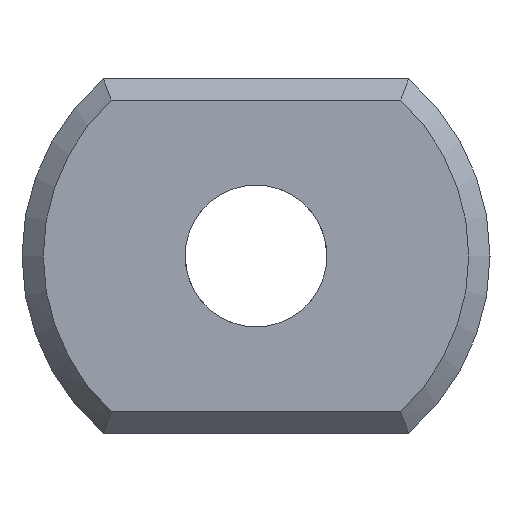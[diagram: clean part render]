
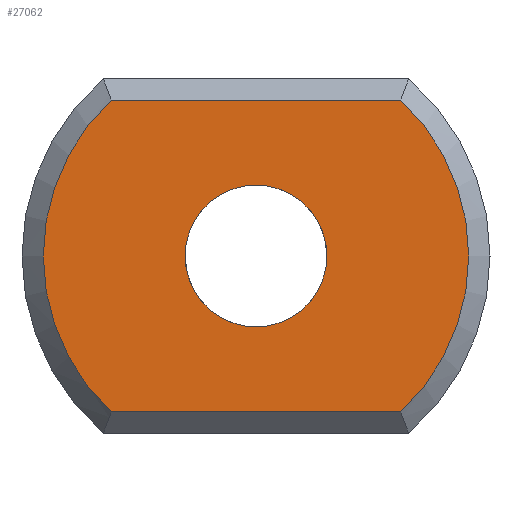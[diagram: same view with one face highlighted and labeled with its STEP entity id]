
A CAD part, left-side view. The second image highlights one B-rep face of the part: STEP entity #27062.
In plain terms, the highlighted planar face has unit normal (-1, 0, 0).
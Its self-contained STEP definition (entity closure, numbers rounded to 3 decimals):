
#128 = CONICAL_SURFACE('',#129,3.3,0.785);
#129 = AXIS2_PLACEMENT_3D('',#130,#131,#132);
#130 = CARTESIAN_POINT('',(0.3,0.,0.));
#131 = DIRECTION('',(1.,0.,0.));
#132 = DIRECTION('',(0.,-0.653,0.758)
  );
#214 = PLANE('',#215);
#215 = AXIS2_PLACEMENT_3D('',#216,#217,#218);
#216 = CARTESIAN_POINT('',(0.15,-2.154,2.35));
#217 = DIRECTION('',(0.707,0.,-0.707)
  );
#218 = DIRECTION('',(0.,-1.,0.));
#9907 = VERTEX_POINT('',#9908);
#9908 = CARTESIAN_POINT('',(0.,-2.04,2.2));
#9935 = VERTEX_POINT('',#9936);
#9936 = CARTESIAN_POINT('',(0.,-2.04,-2.2));
#9954 = PLANE('',#9955);
#9955 = AXIS2_PLACEMENT_3D('',#9956,#9957,#9958);
#9956 = CARTESIAN_POINT('',(0.15,-2.154,-2.35));
#9957 = DIRECTION('',(-0.707,0.,-0.707
    ));
#9958 = DIRECTION('',(0.,-1.,0.));
#9966 = EDGE_CURVE('',#9907,#9935,#9967,.T.);
#9967 = SURFACE_CURVE('',#9968,(#9973,#9980),.PCURVE_S1.);
#9968 = CIRCLE('',#9969,3.);
#9969 = AXIS2_PLACEMENT_3D('',#9970,#9971,#9972);
#9970 = CARTESIAN_POINT('',(0.,0.,
    0.));
#9971 = DIRECTION('',(1.,0.,0.));
#9972 = DIRECTION('',(0.,-0.653,0.758)
  );
#9973 = PCURVE('',#128,#9974);
#9974 = DEFINITIONAL_REPRESENTATION('',(#9975),#9979);
#9975 = LINE('',#9976,#9977);
#9976 = CARTESIAN_POINT('',(0.,-0.3));
#9977 = VECTOR('',#9978,1.);
#9978 = DIRECTION('',(1.,-0.));
#9979 = ( GEOMETRIC_REPRESENTATION_CONTEXT(2) 
PARAMETRIC_REPRESENTATION_CONTEXT() REPRESENTATION_CONTEXT('2D SPACE',''
  ) );
#9980 = PCURVE('',#9981,#9986);
#9981 = PLANE('',#9982);
#9982 = AXIS2_PLACEMENT_3D('',#9983,#9984,#9985);
#9983 = CARTESIAN_POINT('',(0.,0.,
    0.));
#9984 = DIRECTION('',(1.,0.,0.));
#9985 = DIRECTION('',(0.,0.,1.));
#9986 = DEFINITIONAL_REPRESENTATION('',(#9987),#9991);
#9987 = CIRCLE('',#9988,3.);
#9988 = AXIS2_PLACEMENT_2D('',#9989,#9990);
#9989 = CARTESIAN_POINT('',(0.,0.));
#9990 = DIRECTION('',(0.758,0.653));
#9991 = ( GEOMETRIC_REPRESENTATION_CONTEXT(2) 
PARAMETRIC_REPRESENTATION_CONTEXT() REPRESENTATION_CONTEXT('2D SPACE',''
  ) );
#10253 = VERTEX_POINT('',#10254);
#10254 = CARTESIAN_POINT('',(0.,2.04,2.2));
#10269 = CONICAL_SURFACE('',#10270,3.3,0.785);
#10270 = AXIS2_PLACEMENT_3D('',#10271,#10272,#10273);
#10271 = CARTESIAN_POINT('',(0.3,0.,0.)
  );
#10272 = DIRECTION('',(1.,0.,0.));
#10273 = DIRECTION('',(0.,0.653,-0.758)
  );
#10284 = EDGE_CURVE('',#9907,#10253,#10285,.T.);
#10285 = SURFACE_CURVE('',#10286,(#10290,#10297),.PCURVE_S1.);
#10286 = LINE('',#10287,#10288);
#10287 = CARTESIAN_POINT('',(0.,-2.154,2.2));
#10288 = VECTOR('',#10289,1.);
#10289 = DIRECTION('',(0.,1.,0.));
#10290 = PCURVE('',#214,#10291);
#10291 = DEFINITIONAL_REPRESENTATION('',(#10292),#10296);
#10292 = LINE('',#10293,#10294);
#10293 = CARTESIAN_POINT('',(0.,0.212));
#10294 = VECTOR('',#10295,1.);
#10295 = DIRECTION('',(-1.,0.));
#10296 = ( GEOMETRIC_REPRESENTATION_CONTEXT(2) 
PARAMETRIC_REPRESENTATION_CONTEXT() REPRESENTATION_CONTEXT('2D SPACE',''
  ) );
#10297 = PCURVE('',#9981,#10298);
#10298 = DEFINITIONAL_REPRESENTATION('',(#10299),#10303);
#10299 = LINE('',#10300,#10301);
#10300 = CARTESIAN_POINT('',(2.2,2.154));
#10301 = VECTOR('',#10302,1.);
#10302 = DIRECTION('',(0.,-1.));
#10303 = ( GEOMETRIC_REPRESENTATION_CONTEXT(2) 
PARAMETRIC_REPRESENTATION_CONTEXT() REPRESENTATION_CONTEXT('2D SPACE',''
  ) );
#27062 = ADVANCED_FACE('',(#27063,#27112),#9981,.F.);
#27063 = FACE_BOUND('',#27064,.F.);
#27064 = EDGE_LOOP('',(#27065,#27089,#27090,#27091));
#27065 = ORIENTED_EDGE('',*,*,#27066,.T.);
#27066 = EDGE_CURVE('',#27067,#10253,#27069,.T.);
#27067 = VERTEX_POINT('',#27068);
#27068 = CARTESIAN_POINT('',(0.,2.04,-2.2));
#27069 = SURFACE_CURVE('',#27070,(#27075,#27082),.PCURVE_S1.);
#27070 = CIRCLE('',#27071,3.);
#27071 = AXIS2_PLACEMENT_3D('',#27072,#27073,#27074);
#27072 = CARTESIAN_POINT('',(0.,0.,
    0.));
#27073 = DIRECTION('',(1.,0.,0.));
#27074 = DIRECTION('',(0.,0.653,-0.758)
  );
#27075 = PCURVE('',#9981,#27076);
#27076 = DEFINITIONAL_REPRESENTATION('',(#27077),#27081);
#27077 = CIRCLE('',#27078,3.);
#27078 = AXIS2_PLACEMENT_2D('',#27079,#27080);
#27079 = CARTESIAN_POINT('',(0.,0.));
#27080 = DIRECTION('',(-0.758,-0.653));
#27081 = ( GEOMETRIC_REPRESENTATION_CONTEXT(2) 
PARAMETRIC_REPRESENTATION_CONTEXT() REPRESENTATION_CONTEXT('2D SPACE',''
  ) );
#27082 = PCURVE('',#10269,#27083);
#27083 = DEFINITIONAL_REPRESENTATION('',(#27084),#27088);
#27084 = LINE('',#27085,#27086);
#27085 = CARTESIAN_POINT('',(0.,-0.3));
#27086 = VECTOR('',#27087,1.);
#27087 = DIRECTION('',(1.,-0.));
#27088 = ( GEOMETRIC_REPRESENTATION_CONTEXT(2) 
PARAMETRIC_REPRESENTATION_CONTEXT() REPRESENTATION_CONTEXT('2D SPACE',''
  ) );
#27089 = ORIENTED_EDGE('',*,*,#10284,.F.);
#27090 = ORIENTED_EDGE('',*,*,#9966,.T.);
#27091 = ORIENTED_EDGE('',*,*,#27092,.T.);
#27092 = EDGE_CURVE('',#9935,#27067,#27093,.T.);
#27093 = SURFACE_CURVE('',#27094,(#27098,#27105),.PCURVE_S1.);
#27094 = LINE('',#27095,#27096);
#27095 = CARTESIAN_POINT('',(0.,-2.154,-2.2));
#27096 = VECTOR('',#27097,1.);
#27097 = DIRECTION('',(0.,1.,0.));
#27098 = PCURVE('',#9981,#27099);
#27099 = DEFINITIONAL_REPRESENTATION('',(#27100),#27104);
#27100 = LINE('',#27101,#27102);
#27101 = CARTESIAN_POINT('',(-2.2,2.154));
#27102 = VECTOR('',#27103,1.);
#27103 = DIRECTION('',(0.,-1.));
#27104 = ( GEOMETRIC_REPRESENTATION_CONTEXT(2) 
PARAMETRIC_REPRESENTATION_CONTEXT() REPRESENTATION_CONTEXT('2D SPACE',''
  ) );
#27105 = PCURVE('',#9954,#27106);
#27106 = DEFINITIONAL_REPRESENTATION('',(#27107),#27111);
#27107 = LINE('',#27108,#27109);
#27108 = CARTESIAN_POINT('',(0.,0.212));
#27109 = VECTOR('',#27110,1.);
#27110 = DIRECTION('',(-1.,0.));
#27111 = ( GEOMETRIC_REPRESENTATION_CONTEXT(2) 
PARAMETRIC_REPRESENTATION_CONTEXT() REPRESENTATION_CONTEXT('2D SPACE',''
  ) );
#27112 = FACE_BOUND('',#27113,.T.);
#27113 = EDGE_LOOP('',(#27114));
#27114 = ORIENTED_EDGE('',*,*,#27115,.T.);
#27115 = EDGE_CURVE('',#27116,#27116,#27118,.T.);
#27116 = VERTEX_POINT('',#27117);
#27117 = CARTESIAN_POINT('',(0.,1.,0.));
#27118 = SURFACE_CURVE('',#27119,(#27124,#27131),.PCURVE_S1.);
#27119 = CIRCLE('',#27120,1.);
#27120 = AXIS2_PLACEMENT_3D('',#27121,#27122,#27123);
#27121 = CARTESIAN_POINT('',(0.,0.,0.));
#27122 = DIRECTION('',(1.,0.,0.));
#27123 = DIRECTION('',(0.,1.,0.));
#27124 = PCURVE('',#9981,#27125);
#27125 = DEFINITIONAL_REPRESENTATION('',(#27126),#27130);
#27126 = CIRCLE('',#27127,1.);
#27127 = AXIS2_PLACEMENT_2D('',#27128,#27129);
#27128 = CARTESIAN_POINT('',(0.,0.));
#27129 = DIRECTION('',(0.,-1.));
#27130 = ( GEOMETRIC_REPRESENTATION_CONTEXT(2) 
PARAMETRIC_REPRESENTATION_CONTEXT() REPRESENTATION_CONTEXT('2D SPACE',''
  ) );
#27131 = PCURVE('',#27132,#27137);
#27132 = CYLINDRICAL_SURFACE('',#27133,1.);
#27133 = AXIS2_PLACEMENT_3D('',#27134,#27135,#27136);
#27134 = CARTESIAN_POINT('',(0.,0.,0.));
#27135 = DIRECTION('',(-1.,0.,0.));
#27136 = DIRECTION('',(0.,1.,0.));
#27137 = DEFINITIONAL_REPRESENTATION('',(#27138),#27142);
#27138 = LINE('',#27139,#27140);
#27139 = CARTESIAN_POINT('',(-0.,0.));
#27140 = VECTOR('',#27141,1.);
#27141 = DIRECTION('',(-1.,0.));
#27142 = ( GEOMETRIC_REPRESENTATION_CONTEXT(2) 
PARAMETRIC_REPRESENTATION_CONTEXT() REPRESENTATION_CONTEXT('2D SPACE',''
  ) );
